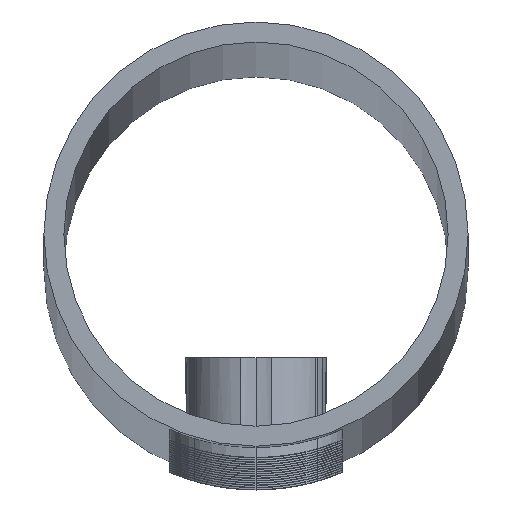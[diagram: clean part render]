
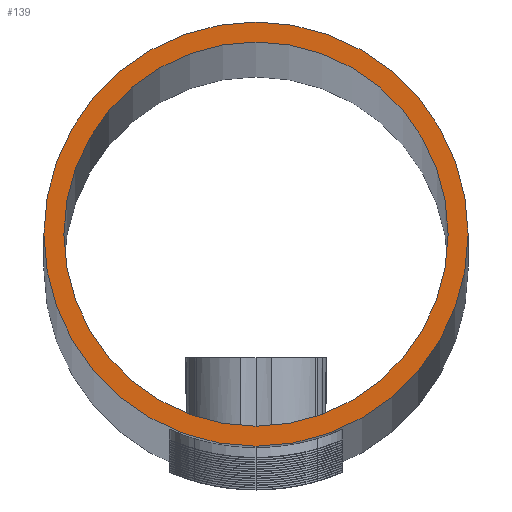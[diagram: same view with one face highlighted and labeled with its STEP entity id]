
A CAD part, top view. The second image highlights one B-rep face of the part: STEP entity #139.
In plain terms, the highlighted planar face has unit normal (0, 0, 1).
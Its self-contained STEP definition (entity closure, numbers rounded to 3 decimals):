
#30 = ORIENTED_EDGE ( 'NONE', *, *, #2337, .T. ) ;
#51 = AXIS2_PLACEMENT_3D ( 'NONE', #1993, #5345, #771 ) ;
#64 = AXIS2_PLACEMENT_3D ( 'NONE', #1220, #3897, #1779 ) ;
#139 = ADVANCED_FACE ( 'NONE', ( #958, #2622 ), #3877, .T. ) ;
#423 = DIRECTION ( 'NONE',  ( 0., 0., 1. ) ) ;
#457 = DIRECTION ( 'NONE',  ( 1., 0., 0. ) ) ;
#462 = EDGE_LOOP ( 'NONE', ( #30, #1942 ) ) ;
#559 = DIRECTION ( 'NONE',  ( 1., 0., 0. ) ) ;
#768 = AXIS2_PLACEMENT_3D ( 'NONE', #4160, #423, #3772 ) ;
#771 = DIRECTION ( 'NONE',  ( 1., 0., 0. ) ) ;
#958 = FACE_OUTER_BOUND ( 'NONE', #462, .T. ) ;
#983 = DIRECTION ( 'NONE',  ( 0., 0., 1. ) ) ;
#1009 = CARTESIAN_POINT ( 'NONE',  ( -21.2, 0., 2000. ) ) ;
#1095 = VERTEX_POINT ( 'NONE', #1009 ) ;
#1220 = CARTESIAN_POINT ( 'NONE',  ( 0., 0., 2000. ) ) ;
#1250 = EDGE_CURVE ( 'NONE', #4461, #1976, #4967, .T. ) ;
#1337 = CARTESIAN_POINT ( 'NONE',  ( 0., 0., 2000. ) ) ;
#1359 = CARTESIAN_POINT ( 'NONE',  ( 21.2, 0., 2000. ) ) ;
#1407 = CARTESIAN_POINT ( 'NONE',  ( 0., 0., 2000. ) ) ;
#1587 = EDGE_CURVE ( 'NONE', #1976, #4461, #3021, .T. ) ;
#1779 = DIRECTION ( 'NONE',  ( 1., 0., 0. ) ) ;
#1835 = CIRCLE ( 'NONE', #64, 21.2 ) ;
#1942 = ORIENTED_EDGE ( 'NONE', *, *, #4808, .T. ) ;
#1976 = VERTEX_POINT ( 'NONE', #3511 ) ;
#1993 = CARTESIAN_POINT ( 'NONE',  ( 0., 0., 2000. ) ) ;
#2337 = EDGE_CURVE ( 'NONE', #1095, #3360, #3374, .T. ) ;
#2596 = AXIS2_PLACEMENT_3D ( 'NONE', #1337, #2952, #457 ) ;
#2622 = FACE_BOUND ( 'NONE', #4777, .T. ) ;
#2710 = ORIENTED_EDGE ( 'NONE', *, *, #1250, .F. ) ;
#2952 = DIRECTION ( 'NONE',  ( 0., 0., 1. ) ) ;
#3021 = CIRCLE ( 'NONE', #51, 19.2 ) ;
#3328 = CARTESIAN_POINT ( 'NONE',  ( 19.2, 0., 2000. ) ) ;
#3360 = VERTEX_POINT ( 'NONE', #1359 ) ;
#3367 = ORIENTED_EDGE ( 'NONE', *, *, #1587, .F. ) ;
#3374 = CIRCLE ( 'NONE', #768, 21.2 ) ;
#3511 = CARTESIAN_POINT ( 'NONE',  ( -19.2, 0., 2000. ) ) ;
#3772 = DIRECTION ( 'NONE',  ( 1., 0., 0. ) ) ;
#3877 = PLANE ( 'NONE',  #4435 ) ;
#3897 = DIRECTION ( 'NONE',  ( 0., 0., 1. ) ) ;
#4160 = CARTESIAN_POINT ( 'NONE',  ( 0., 0., 2000. ) ) ;
#4435 = AXIS2_PLACEMENT_3D ( 'NONE', #1407, #983, #559 ) ;
#4461 = VERTEX_POINT ( 'NONE', #3328 ) ;
#4777 = EDGE_LOOP ( 'NONE', ( #3367, #2710 ) ) ;
#4808 = EDGE_CURVE ( 'NONE', #3360, #1095, #1835, .T. ) ;
#4967 = CIRCLE ( 'NONE', #2596, 19.2 ) ;
#5345 = DIRECTION ( 'NONE',  ( 0., 0., 1. ) ) ;
